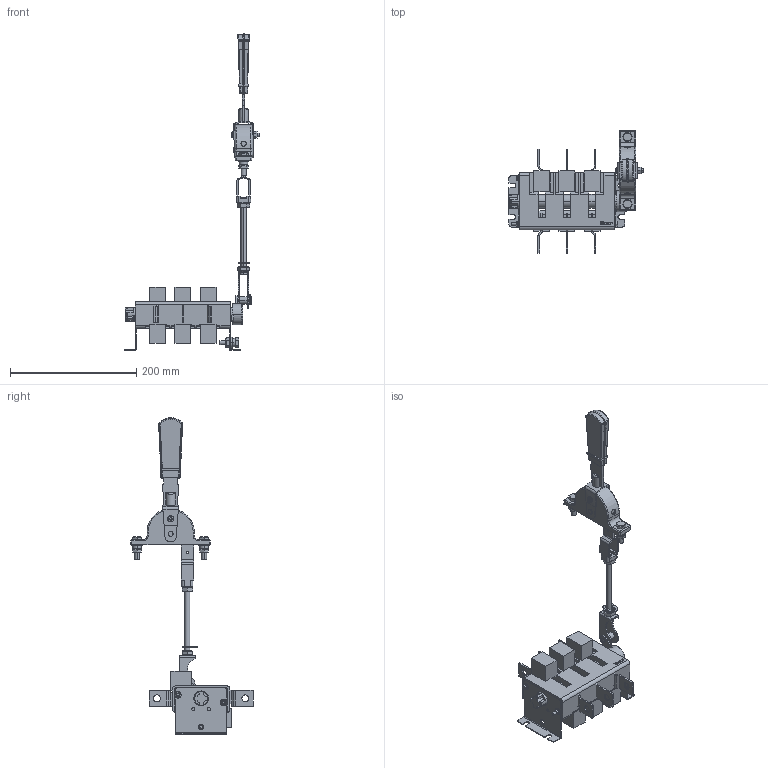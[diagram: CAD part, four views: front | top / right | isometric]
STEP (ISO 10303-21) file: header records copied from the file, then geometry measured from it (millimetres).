
FILE_DESCRIPTION (( 'STEP AP203' ), '1' );
FILE_NAME ('uvr32-35a31240-r.ÃÌ Âûêëþ÷àòåëü-ðàçúåäèíèòåëü ÂÐ32Ó-35A31240-R.STEP', '2025-03-09T20:11:19', ( '' ), ( '' ), 'SwSTEP 2.0', 'SolidWorks 2021', '' );
FILE_SCHEMA (( 'CONFIG_CONTROL_DESIGN' ));
Length unit declared in the file: millimetre
Products named in the file (1): uvr32-35a31240-r.ÃÌ Âûêëþ÷àòåëü-ðàçúåäèíèòåëü ÂÐ32Ó-35A31240-R
Bounding box: 212.95 x 193.82 x 502.47 mm (x, y, z)
Volume: 852659.4 mm3; surface area: 243042.6 mm2
Topology: 32 solids, 32 shells, 1376 faces, 3534 edges, 2220 vertices
Faces by surface type: plane 763, cylinder 480, bspline 72, torus 37, cone 18, sphere 6
Entity records: 43627 total; most frequent: CARTESIAN_POINT 10337, ORIENTED_EDGE 6956, DIRECTION 6861, EDGE_CURVE 3478, AXIS2_PLACEMENT_3D 2306, LINE 2249, VECTOR 2249, VERTEX_POINT 2220
